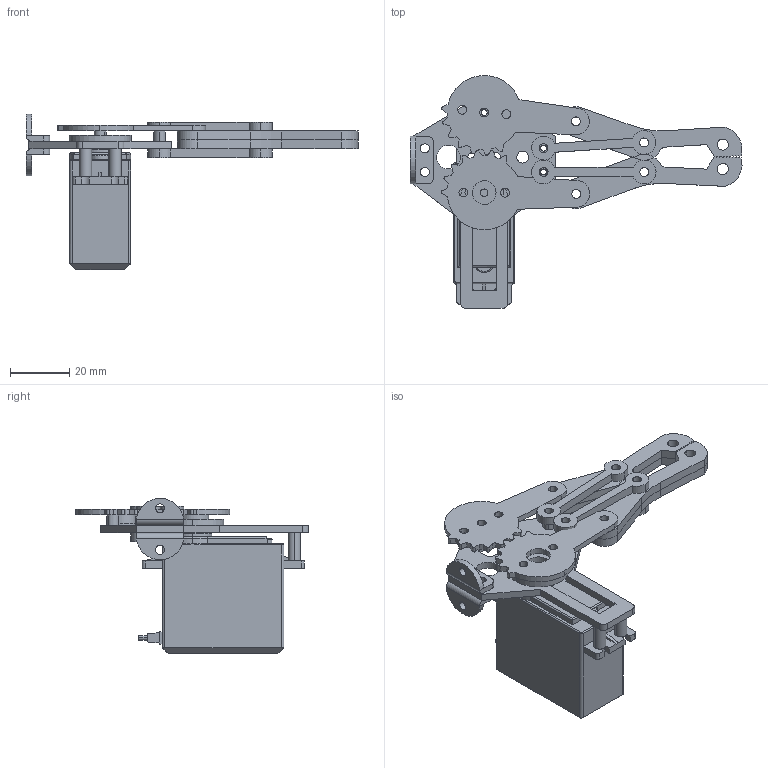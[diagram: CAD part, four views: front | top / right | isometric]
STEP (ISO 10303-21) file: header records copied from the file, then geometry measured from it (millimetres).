
FILE_DESCRIPTION (( 'STEP AP203' ), '1' );
FILE_NAME ('6dof_VR_robot.STEP', '2019-08-15T04:47:52', ( '' ), ( '' ), 'SwSTEP 2.0', 'SolidWorks 2018', '' );
FILE_SCHEMA (( 'CONFIG_CONTROL_DESIGN' ));
Length unit declared in the file: inch
Products named in the file (10): Servo Motor MG996R (Edited); 6dof_gear_link; gripper_new_base; 6dof_link1; 6dof_extra_part; gear_link_holder; 6dof_VR_robot; 6dof_gear_link_small_hole; Disk; 6dof_holder
Assembly tree (18 placements, depth 2):
  6dof_VR_robot
    gripper_new_base
    6dof_gear_link
    6dof_holder  x4
    6dof_link1  x4
    6dof_extra_part  x2
    6dof_gear_link_small_hole
    gear_link_holder  x3
    Disk
    Servo Motor MG996R (Edited)
Bounding box: 111.87 x 78.48 x 52.27 mm (x, y, z)
Volume: 48915.9 mm3; surface area: 25633.6 mm2
Topology: 23 solids, 23 shells, 541 faces, 1434 edges, 941 vertices
Faces by surface type: plane 266, cylinder 261, torus 8, bspline 6
Entity records: 12748 total; most frequent: CARTESIAN_POINT 2151, DIRECTION 2030, ORIENTED_EDGE 1878, EDGE_CURVE 939, AXIS2_PLACEMENT_3D 738, VERTEX_POINT 615, LINE 554, VECTOR 554
